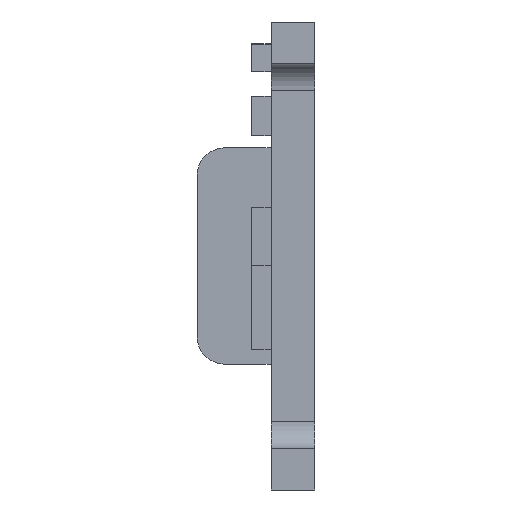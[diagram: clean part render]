
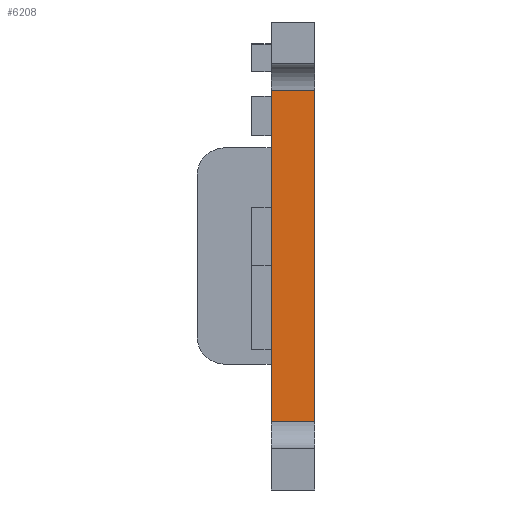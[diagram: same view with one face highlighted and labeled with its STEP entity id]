
A CAD part, left-side view. The second image highlights one B-rep face of the part: STEP entity #6208.
In plain terms, the highlighted planar face has unit normal (-1, 0, 0).
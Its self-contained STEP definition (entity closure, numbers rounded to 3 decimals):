
#235 = EDGE_CURVE ( 'NONE', #724, #5488, #7147, .T. ) ;
#257 = CARTESIAN_POINT ( 'NONE',  ( 1.5, 1.6, -14.6 ) ) ;
#315 = DIRECTION ( 'NONE',  ( 1., 0., 0. ) ) ;
#533 = LINE ( 'NONE', #7253, #626 ) ;
#626 = VECTOR ( 'NONE', #4557, 1000. ) ;
#724 = VERTEX_POINT ( 'NONE', #257 ) ;
#871 = CARTESIAN_POINT ( 'NONE',  ( 1.5, 0., -14.6 ) ) ;
#872 = EDGE_CURVE ( 'NONE', #5488, #3254, #533, .T. ) ;
#880 = DIRECTION ( 'NONE',  ( 0., 0., -1. ) ) ;
#1056 = ORIENTED_EDGE ( 'NONE', *, *, #872, .F. ) ;
#1748 = CARTESIAN_POINT ( 'NONE',  ( 1.5, 1.6, -14.6 ) ) ;
#1788 = AXIS2_PLACEMENT_3D ( 'NONE', #5350, #315, #880 ) ;
#1989 = PLANE ( 'NONE',  #1788 ) ;
#2062 = EDGE_LOOP ( 'NONE', ( #6239, #1056, #3172, #5189 ) ) ;
#2391 = DIRECTION ( 'NONE',  ( 0., 0., 1. ) ) ;
#2747 = CARTESIAN_POINT ( 'NONE',  ( 1.5, 0., -14.6 ) ) ;
#3168 = CARTESIAN_POINT ( 'NONE',  ( 1.5, 0., -2.5 ) ) ;
#3172 = ORIENTED_EDGE ( 'NONE', *, *, #235, .F. ) ;
#3254 = VERTEX_POINT ( 'NONE', #3168 ) ;
#3727 = EDGE_CURVE ( 'NONE', #724, #4855, #5134, .T. ) ;
#3809 = VECTOR ( 'NONE', #4672, 1000. ) ;
#4557 = DIRECTION ( 'NONE',  ( 0., -1., 0. ) ) ;
#4635 = VECTOR ( 'NONE', #5881, 1000. ) ;
#4672 = DIRECTION ( 'NONE',  ( 0., -1., 0. ) ) ;
#4855 = VERTEX_POINT ( 'NONE', #2747 ) ;
#5022 = CARTESIAN_POINT ( 'NONE',  ( 1.5, 1.6, -2.5 ) ) ;
#5134 = LINE ( 'NONE', #5720, #3809 ) ;
#5189 = ORIENTED_EDGE ( 'NONE', *, *, #3727, .T. ) ;
#5350 = CARTESIAN_POINT ( 'NONE',  ( 1.5, 1.6, -14.6 ) ) ;
#5488 = VERTEX_POINT ( 'NONE', #5022 ) ;
#5720 = CARTESIAN_POINT ( 'NONE',  ( 1.5, 1.6, -14.6 ) ) ;
#5881 = DIRECTION ( 'NONE',  ( 0., 0., 1. ) ) ;
#6119 = LINE ( 'NONE', #871, #4635 ) ;
#6208 = ADVANCED_FACE ( 'NONE', ( #7067 ), #1989, .F. ) ;
#6239 = ORIENTED_EDGE ( 'NONE', *, *, #6651, .T. ) ;
#6458 = VECTOR ( 'NONE', #2391, 1000. ) ;
#6651 = EDGE_CURVE ( 'NONE', #4855, #3254, #6119, .T. ) ;
#7067 = FACE_OUTER_BOUND ( 'NONE', #2062, .T. ) ;
#7147 = LINE ( 'NONE', #1748, #6458 ) ;
#7253 = CARTESIAN_POINT ( 'NONE',  ( 1.5, 1.6, -2.5 ) ) ;
